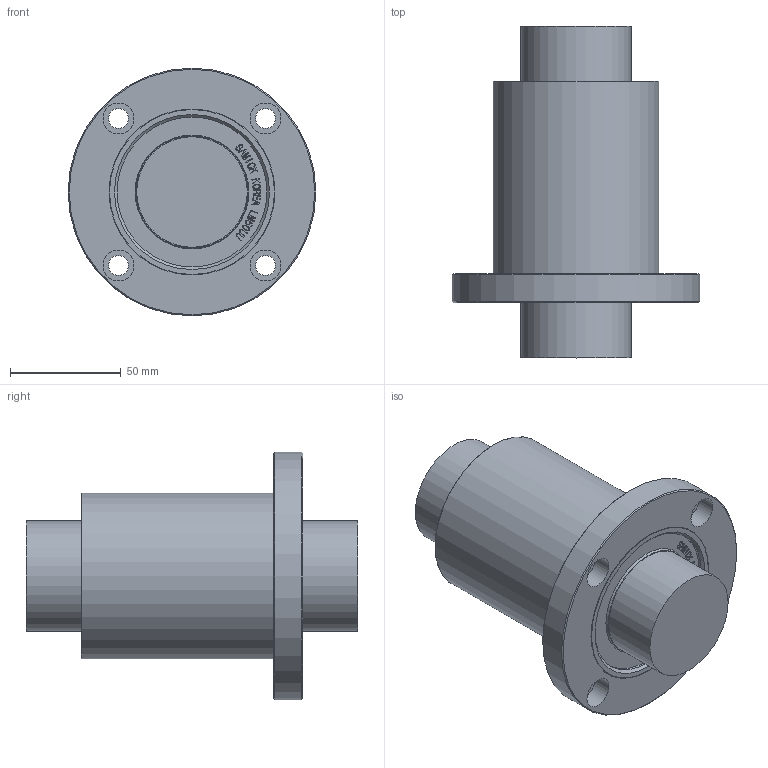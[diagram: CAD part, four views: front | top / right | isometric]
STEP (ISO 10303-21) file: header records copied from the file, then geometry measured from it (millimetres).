
FILE_DESCRIPTION((''),'2;1');
FILE_NAME('LMEF50UU.stp','2013-02-05T19:38:33',('user2'),(''),'Autodesk Inventor 2012','Autodesk Inventor 2012','');
FILE_SCHEMA(('AUTOMOTIVE_DESIGN { 1 0 10303 214 1 1 1 1 }'));
Length unit declared in the file: millimetre
Products named in the file (1): LMEF50UU
Bounding box: 112 x 150 x 112 mm (x, y, z)
Volume: 596139 mm3; surface area: 55433.5 mm2
Topology: 1 solids, 1 shells, 851 faces, 2375 edges, 1582 vertices
Faces by surface type: bspline 600, plane 228, cylinder 15, cone 6, torus 2
Full cylindrical faces by diameter (mm): 9 x4, 14 x4, 50 x2, 67.7 x2, 75 x2, 112 x1
Entity records: 28677 total; most frequent: CARTESIAN_POINT 10182, ORIENTED_EDGE 4700, EDGE_CURVE 2350, DIRECTION 1694, VERTEX_POINT 1580, QUASI_UNIFORM_CURVE 1200, VECTOR 1110, LINE 1110
